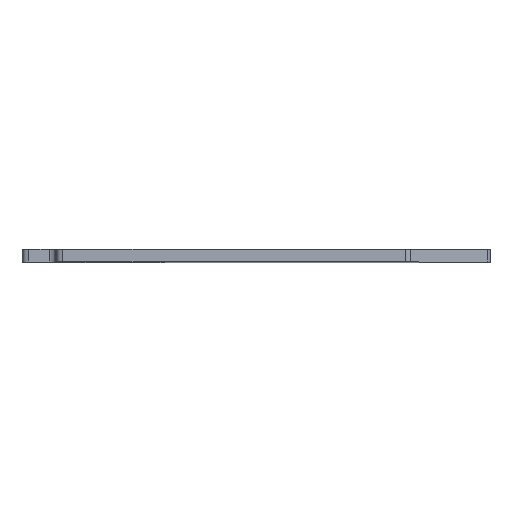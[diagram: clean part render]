
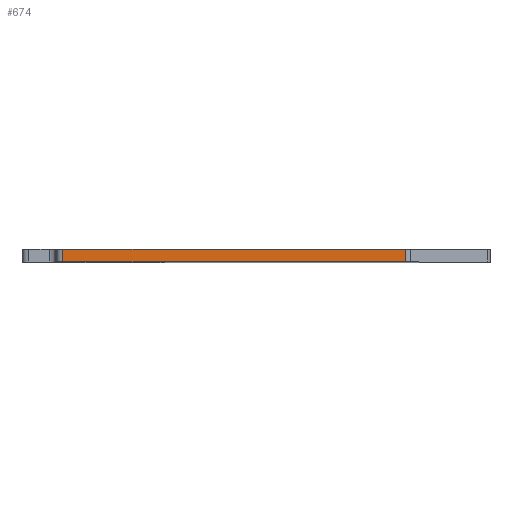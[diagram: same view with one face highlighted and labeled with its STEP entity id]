
A CAD part, top view. The second image highlights one B-rep face of the part: STEP entity #674.
In plain terms, the highlighted planar face has unit normal (0, 0, 1).
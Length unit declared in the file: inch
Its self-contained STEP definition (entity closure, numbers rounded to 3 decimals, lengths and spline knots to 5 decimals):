
#44 = LINE ( 'NONE', #537, #1176 ) ;
#68 = EDGE_CURVE ( 'NONE', #593, #1270, #386, .T. ) ;
#121 = CARTESIAN_POINT ( 'NONE',  ( 3.2239, 0.05561, 1.5 ) ) ;
#227 = ORIENTED_EDGE ( 'NONE', *, *, #1432, .F. ) ;
#246 = VECTOR ( 'NONE', #1358, 39.37008 ) ;
#277 = DIRECTION ( 'NONE',  ( 0., -1., 0. ) ) ;
#296 = DIRECTION ( 'NONE',  ( -1., 0., 0. ) ) ;
#302 = CARTESIAN_POINT ( 'NONE',  ( 0.063, -0.0625, 1.5 ) ) ;
#318 = ORIENTED_EDGE ( 'NONE', *, *, #68, .F. ) ;
#372 = DIRECTION ( 'NONE',  ( 0., 0., 1. ) ) ;
#375 = CARTESIAN_POINT ( 'NONE',  ( 3.2239, 0.05561, 1.5 ) ) ;
#386 = LINE ( 'NONE', #375, #246 ) ;
#396 = LINE ( 'NONE', #891, #639 ) ;
#537 = CARTESIAN_POINT ( 'NONE',  ( 3.24586, -0.0625, 1.5 ) ) ;
#593 = VERTEX_POINT ( 'NONE', #121 ) ;
#639 = VECTOR ( 'NONE', #277, 39.37008 ) ;
#649 = ORIENTED_EDGE ( 'NONE', *, *, #1211, .T. ) ;
#665 = AXIS2_PLACEMENT_3D ( 'NONE', #1212, #372, #865 ) ;
#674 = ADVANCED_FACE ( 'NONE', ( #1470 ), #734, .T. ) ;
#678 = VERTEX_POINT ( 'NONE', #1265 ) ;
#734 = PLANE ( 'NONE',  #665 ) ;
#865 = DIRECTION ( 'NONE',  ( 1., 0., 0. ) ) ;
#891 = CARTESIAN_POINT ( 'NONE',  ( 0.063, 0.05561, 1.5 ) ) ;
#1011 = CARTESIAN_POINT ( 'NONE',  ( 3.24586, 0.05561, 1.5 ) ) ;
#1031 = LINE ( 'NONE', #1011, #1348 ) ;
#1126 = CARTESIAN_POINT ( 'NONE',  ( 3.2239, -0.0625, 1.5 ) ) ;
#1176 = VECTOR ( 'NONE', #296, 39.37008 ) ;
#1211 = EDGE_CURVE ( 'NONE', #593, #678, #1031, .T. ) ;
#1212 = CARTESIAN_POINT ( 'NONE',  ( 3.24586, 0.05561, 1.5 ) ) ;
#1236 = DIRECTION ( 'NONE',  ( -1., 0., 0. ) ) ;
#1265 = CARTESIAN_POINT ( 'NONE',  ( 0.063, 0.05561, 1.5 ) ) ;
#1270 = VERTEX_POINT ( 'NONE', #1126 ) ;
#1285 = EDGE_CURVE ( 'NONE', #678, #1505, #396, .T. ) ;
#1348 = VECTOR ( 'NONE', #1236, 39.37008 ) ;
#1358 = DIRECTION ( 'NONE',  ( 0., -1., 0. ) ) ;
#1432 = EDGE_CURVE ( 'NONE', #1270, #1505, #44, .T. ) ;
#1470 = FACE_OUTER_BOUND ( 'NONE', #1522, .T. ) ;
#1505 = VERTEX_POINT ( 'NONE', #302 ) ;
#1522 = EDGE_LOOP ( 'NONE', ( #649, #1580, #227, #318 ) ) ;
#1580 = ORIENTED_EDGE ( 'NONE', *, *, #1285, .T. ) ;
